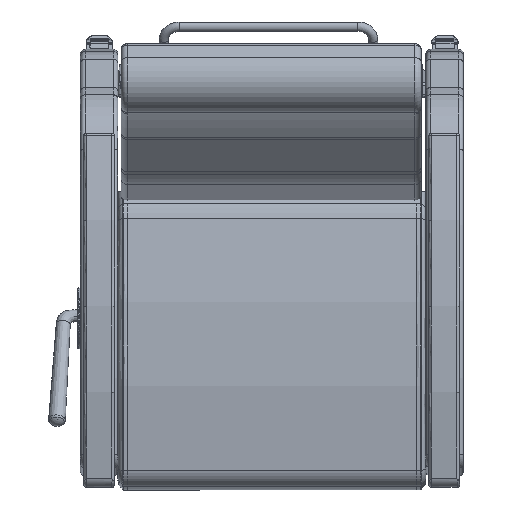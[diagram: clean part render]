
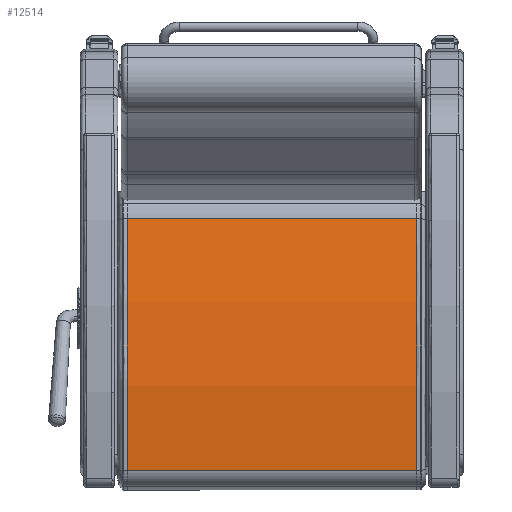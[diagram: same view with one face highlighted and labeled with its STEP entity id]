
A CAD part, front view. The second image highlights one B-rep face of the part: STEP entity #12514.
In plain terms, the highlighted free-form (B-spline) face has degree [1, 2] with [2, 3] control points.
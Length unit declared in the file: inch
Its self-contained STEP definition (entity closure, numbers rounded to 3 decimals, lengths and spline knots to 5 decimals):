
#292=(
BOUNDED_SURFACE()
B_SPLINE_SURFACE(1,2,((#20671,#20672,#20673),(#20674,#20675,#20676)),
 .UNSPECIFIED.,.F.,.F.,.F.)
B_SPLINE_SURFACE_WITH_KNOTS((2,2),(3,3),(-0.19254,0.19254),
(1.36178,1.69928),.UNSPECIFIED.)
GEOMETRIC_REPRESENTATION_ITEM()
RATIONAL_B_SPLINE_SURFACE(((1.,0.986,1.),(1.,0.986,
1.)))
REPRESENTATION_ITEM('')
SURFACE()
);
#315=ELLIPSE('',#13629,60.05357,60.);
#327=ELLIPSE('',#13671,60.05357,60.);
#1313=FACE_OUTER_BOUND('',#2138,.T.);
#2138=EDGE_LOOP('',(#8841,#8842,#8843,#8844));
#3071=LINE('',#20670,#3875);
#3072=LINE('',#20677,#3876);
#3875=VECTOR('',#15717,0.3937);
#3876=VECTOR('',#15718,0.3937);
#5457=VERTEX_POINT('',#19843);
#5458=VERTEX_POINT('',#19866);
#5498=VERTEX_POINT('',#20083);
#5499=VERTEX_POINT('',#20106);
#6659=EDGE_CURVE('',#5458,#5457,#315,.T.);
#6718=EDGE_CURVE('',#5499,#5498,#327,.T.);
#6798=EDGE_CURVE('',#5457,#5499,#3071,.T.);
#6799=EDGE_CURVE('',#5458,#5498,#3072,.T.);
#8841=ORIENTED_EDGE('',*,*,#6659,.F.);
#8842=ORIENTED_EDGE('',*,*,#6799,.T.);
#8843=ORIENTED_EDGE('',*,*,#6718,.F.);
#8844=ORIENTED_EDGE('',*,*,#6798,.F.);
#12514=ADVANCED_FACE('',(#1313),#292,.F.);
#13629=AXIS2_PLACEMENT_3D('',#19868,#15470,#15471);
#13671=AXIS2_PLACEMENT_3D('',#20108,#15579,#15580);
#15470=DIRECTION('center_axis',(0.,0.,-1.));
#15471=DIRECTION('ref_axis',(1.,0.,0.));
#15579=DIRECTION('center_axis',(0.,0.,1.));
#15580=DIRECTION('ref_axis',(1.,0.,0.));
#15717=DIRECTION('',(0.,0.,1.));
#15718=DIRECTION('',(0.,0.,1.));
#19843=CARTESIAN_POINT('',(10.1114,0.44486,-11.5625));
#19866=CARTESIAN_POINT('',(-10.04459,1.25621,-11.5625));
#19868=CARTESIAN_POINT('Origin',(-2.34979,-58.24922,-11.5625));
#20083=CARTESIAN_POINT('',(-10.04459,1.25621,11.5625));
#20106=CARTESIAN_POINT('',(10.1114,0.44486,11.5625));
#20108=CARTESIAN_POINT('Origin',(-2.34979,-58.24922,11.5625));
#20670=CARTESIAN_POINT('',(10.1114,0.44486,0.));
#20671=CARTESIAN_POINT('Ctrl Pts',(10.1114,0.44486,-11.5625));
#20672=CARTESIAN_POINT('Ctrl Pts',(0.10258,2.56602,-11.5625));
#20673=CARTESIAN_POINT('Ctrl Pts',(-10.04459,1.25621,-11.5625));
#20674=CARTESIAN_POINT('Ctrl Pts',(10.1114,0.44486,11.5625));
#20675=CARTESIAN_POINT('Ctrl Pts',(0.10258,2.56602,11.5625));
#20676=CARTESIAN_POINT('Ctrl Pts',(-10.04459,1.25621,11.5625));
#20677=CARTESIAN_POINT('',(-10.04459,1.25621,0.));
